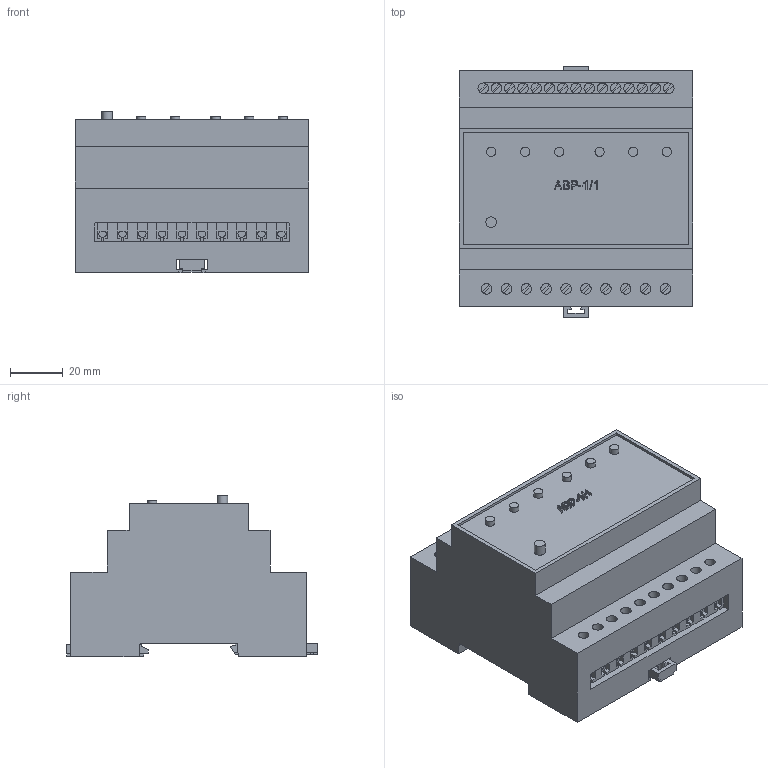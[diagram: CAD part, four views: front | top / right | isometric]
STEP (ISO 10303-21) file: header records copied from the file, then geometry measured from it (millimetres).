
FILE_DESCRIPTION(('STEP AP214'), '1');
FILE_NAME('ﾀﾂﾐ-1_1', '', ('UNSPECIFIED'), ('UNSPECIFIED'), 'ASCON STEP Converter 1.3', 'ASCON Math Kernel', '');
FILE_SCHEMA(('AUTOMOTIVE_DESIGN { 1 0 10303 214 3 1 1}'));
Length unit declared in the file: millimetre
Bounding box: 88 x 94.7 x 60.79 mm (x, y, z)
Volume: 71774.4 mm3; surface area: 78003.3 mm2
Topology: 2 solids, 3 shells, 786 faces, 2137 edges, 1414 vertices
Faces by surface type: plane 594, cylinder 192
Full cylindrical faces by diameter (mm): 3.5 x6, 4 x26
Entity records: 30903 total; most frequent: CARTESIAN_POINT 4306, ORIENTED_EDGE 4210, DIRECTION 4193, EDGE_CURVE 2105, LINE 1591, VECTOR 1591, VERTEX_POINT 1414, AXIS2_PLACEMENT_3D 1301
